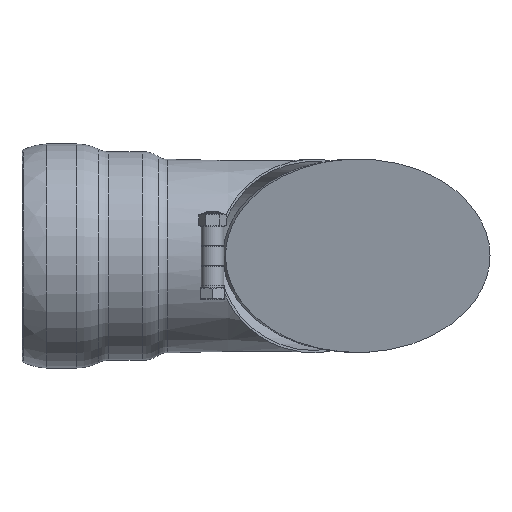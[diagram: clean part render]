
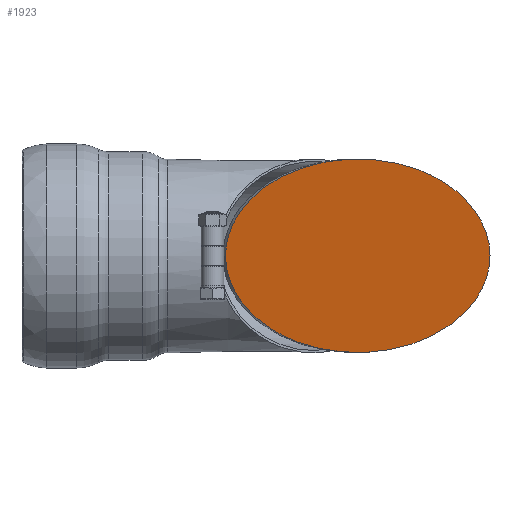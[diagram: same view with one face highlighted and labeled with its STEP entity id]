
A CAD part, top view. The second image highlights one B-rep face of the part: STEP entity #1923.
In plain terms, the highlighted planar face has unit normal (-0.259, 0, 0.966).
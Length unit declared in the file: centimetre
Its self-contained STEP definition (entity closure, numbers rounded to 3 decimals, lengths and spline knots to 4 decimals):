
#21=ELLIPSE('',#2150,71.842,50.8);
#194=PLANE('',#2149);
#469=FACE_OUTER_BOUND('',#609,.T.);
#609=EDGE_LOOP('',(#1580));
#928=VERTEX_POINT('',#3758);
#1148=EDGE_CURVE('',#928,#928,#21,.T.);
#1580=ORIENTED_EDGE('',*,*,#1148,.T.);
#1923=ADVANCED_FACE('',(#469),#194,.F.);
#2149=AXIS2_PLACEMENT_3D('',#3757,#2579,#2580);
#2150=AXIS2_PLACEMENT_3D('',#3759,#2581,#2582);
#2579=DIRECTION('center_axis',(0.259,0.,-0.966));
#2580=DIRECTION('ref_axis',(0.,-1.,0.));
#2581=DIRECTION('center_axis',(-0.259,0.,0.966));
#2582=DIRECTION('ref_axis',(-0.966,0.,-0.259));
#3757=CARTESIAN_POINT('Origin',(751.0312,391.5593,2.8135));
#3758=CARTESIAN_POINT('',(804.4515,391.5593,17.1274));
#3759=CARTESIAN_POINT('Origin',(735.0574,391.5593,-1.4667));
